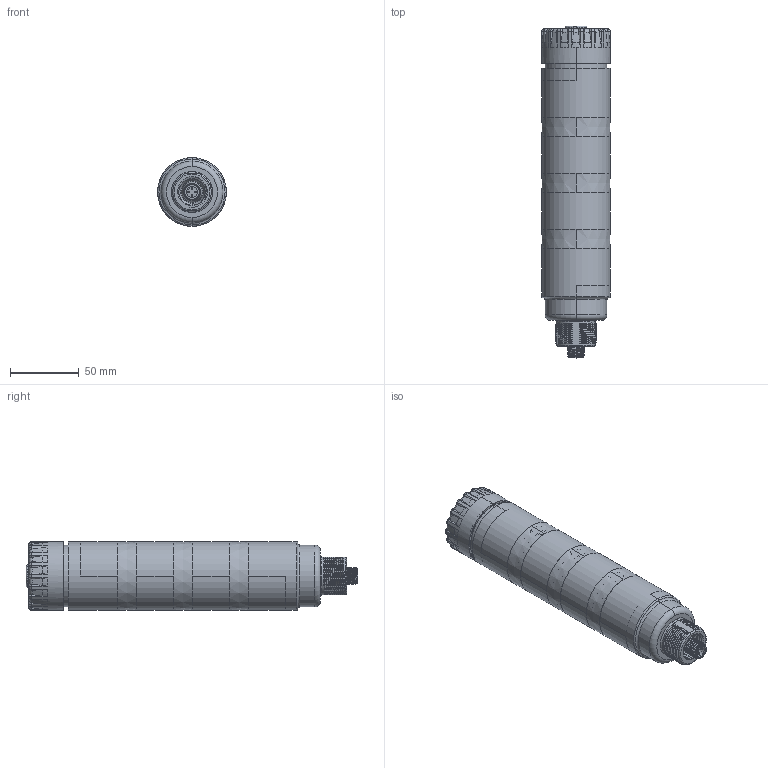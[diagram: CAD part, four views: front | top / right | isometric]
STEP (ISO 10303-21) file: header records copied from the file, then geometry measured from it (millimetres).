
FILE_DESCRIPTION((''),'2;1');
FILE_NAME('145177_SW','2009-02-10T',('banengservice'),('BANNER ENGINEERING'),'PRO/ENGINEER BY PARAMETRIC TECHNOLOGY CORPORATION, 2006170','PRO/ENGINEER BY PARAMETRIC TECHNOLOGY CORPORATION, 2006170','');
FILE_SCHEMA(('CONFIG_CONTROL_DESIGN'));
Products named in the file (1): 145177_SW
Bounding box: 50 x 241.4 x 50 mm (x, y, z)
Volume: 134056 mm3; surface area: 132060.3 mm2
Topology: 3 solids, 3 shells, 2074 faces, 5397 edges, 3435 vertices
Faces by surface type: plane 832, cylinder 650, torus 218, bspline 218, cone 156
Entity records: 98335 total; most frequent: CARTESIAN_POINT 48306, ORIENTED_EDGE 10790, DIRECTION 10126, EDGE_CURVE 5395, AXIS2_PLACEMENT_3D 3784, VERTEX_POINT 3435, VECTOR 2558, LINE 2558
